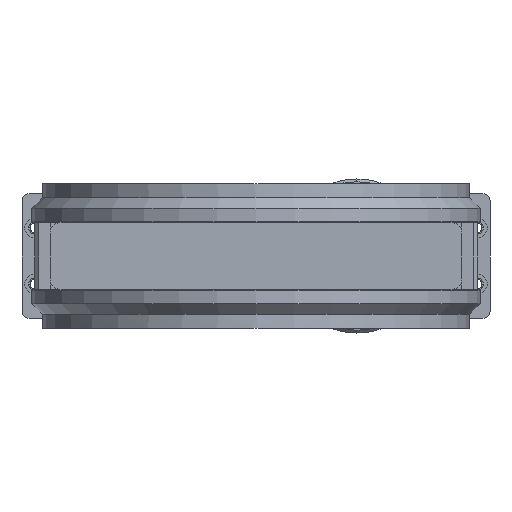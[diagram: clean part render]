
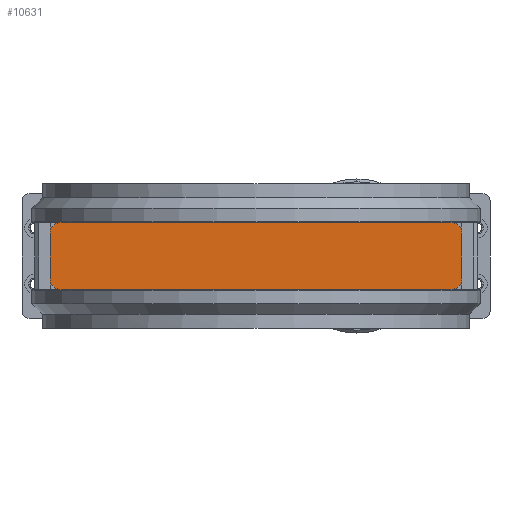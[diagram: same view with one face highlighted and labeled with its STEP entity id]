
A CAD part, front view. The second image highlights one B-rep face of the part: STEP entity #10631.
In plain terms, the highlighted face is planar.
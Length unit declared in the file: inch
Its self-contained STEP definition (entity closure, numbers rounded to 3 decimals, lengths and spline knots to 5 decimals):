
#7 = CIRCLE ( 'NONE', #8837, 0.31496 ) ;
#372 = EDGE_CURVE ( 'NONE', #900, #13446, #595, .T. ) ;
#423 = DIRECTION ( 'NONE',  ( 0., -1., 0. ) ) ;
#452 = FACE_OUTER_BOUND ( 'NONE', #11396, .T. ) ;
#595 = LINE ( 'NONE', #13614, #9476 ) ;
#768 = VECTOR ( 'NONE', #13141, 39.37008 ) ;
#900 = VERTEX_POINT ( 'NONE', #4497 ) ;
#1717 = VERTEX_POINT ( 'NONE', #14869 ) ;
#2309 = DIRECTION ( 'NONE',  ( 0., 0., 1. ) ) ;
#2458 = CARTESIAN_POINT ( 'NONE',  ( 0., 0., -24.48819 ) ) ;
#3698 = CARTESIAN_POINT ( 'NONE',  ( 5.47244, -0.62992, -24.48819 ) ) ;
#4340 = CARTESIAN_POINT ( 'NONE',  ( 5.47244, 0.94488, -24.48819 ) ) ;
#4359 = DIRECTION ( 'NONE',  ( 1., 0., 0. ) ) ;
#4475 = CIRCLE ( 'NONE', #7898, 0.31496 ) ;
#4497 = CARTESIAN_POINT ( 'NONE',  ( -5.7874, 0.62992, -24.48819 ) ) ;
#4911 = CARTESIAN_POINT ( 'NONE',  ( -5.47244, -0.62992, -24.48819 ) ) ;
#5060 = CARTESIAN_POINT ( 'NONE',  ( 5.47244, -0.94488, -24.48819 ) ) ;
#5443 = DIRECTION ( 'NONE',  ( 0., 0., 1. ) ) ;
#5699 = CARTESIAN_POINT ( 'NONE',  ( -5.47244, -0.94488, -24.48819 ) ) ;
#5977 = LINE ( 'NONE', #7681, #20734 ) ;
#6427 = AXIS2_PLACEMENT_3D ( 'NONE', #17527, #12726, #20967 ) ;
#6598 = EDGE_CURVE ( 'NONE', #14227, #8349, #18375, .T. ) ;
#6661 = ORIENTED_EDGE ( 'NONE', *, *, #6598, .F. ) ;
#6866 = CIRCLE ( 'NONE', #8231, 0.31496 ) ;
#6946 = CARTESIAN_POINT ( 'NONE',  ( 5.7874, 0., -24.48819 ) ) ;
#7681 = CARTESIAN_POINT ( 'NONE',  ( 0., -0.94488, -24.48819 ) ) ;
#7898 = AXIS2_PLACEMENT_3D ( 'NONE', #13743, #2309, #15138 ) ;
#8231 = AXIS2_PLACEMENT_3D ( 'NONE', #4911, #16665, #11410 ) ;
#8349 = VERTEX_POINT ( 'NONE', #4340 ) ;
#8837 = AXIS2_PLACEMENT_3D ( 'NONE', #3698, #13642, #423 ) ;
#9476 = VECTOR ( 'NONE', #10279, 39.37008 ) ;
#10224 = CARTESIAN_POINT ( 'NONE',  ( 5.7874, 0.62992, -24.48819 ) ) ;
#10279 = DIRECTION ( 'NONE',  ( 0., -1., 0. ) ) ;
#10631 = ADVANCED_FACE ( 'NONE', ( #452 ), #17094, .F. ) ;
#10980 = EDGE_CURVE ( 'NONE', #15801, #18118, #7, .T. ) ;
#11210 = DIRECTION ( 'NONE',  ( -1., 0., 0. ) ) ;
#11396 = EDGE_LOOP ( 'NONE', ( #15799, #18516, #21103, #13344, #12490, #6661, #11400, #13353 ) ) ;
#11400 = ORIENTED_EDGE ( 'NONE', *, *, #16222, .F. ) ;
#11410 = DIRECTION ( 'NONE',  ( 0., -1., 0. ) ) ;
#12490 = ORIENTED_EDGE ( 'NONE', *, *, #20731, .F. ) ;
#12726 = DIRECTION ( 'NONE',  ( 0., 0., 1. ) ) ;
#13141 = DIRECTION ( 'NONE',  ( 0., 1., 0. ) ) ;
#13344 = ORIENTED_EDGE ( 'NONE', *, *, #15685, .F. ) ;
#13353 = ORIENTED_EDGE ( 'NONE', *, *, #10980, .F. ) ;
#13359 = LINE ( 'NONE', #6946, #768 ) ;
#13446 = VERTEX_POINT ( 'NONE', #19951 ) ;
#13614 = CARTESIAN_POINT ( 'NONE',  ( -5.7874, 0., -24.48819 ) ) ;
#13642 = DIRECTION ( 'NONE',  ( 0., 0., 1. ) ) ;
#13672 = DIRECTION ( 'NONE',  ( 0., -1., 0. ) ) ;
#13743 = CARTESIAN_POINT ( 'NONE',  ( -5.47244, 0.62992, -24.48819 ) ) ;
#14227 = VERTEX_POINT ( 'NONE', #10224 ) ;
#14601 = VERTEX_POINT ( 'NONE', #5699 ) ;
#14869 = CARTESIAN_POINT ( 'NONE',  ( -5.47244, 0.94488, -24.48819 ) ) ;
#15138 = DIRECTION ( 'NONE',  ( 0., -1., 0. ) ) ;
#15187 = EDGE_CURVE ( 'NONE', #13446, #14601, #6866, .T. ) ;
#15685 = EDGE_CURVE ( 'NONE', #1717, #900, #4475, .T. ) ;
#15799 = ORIENTED_EDGE ( 'NONE', *, *, #17445, .F. ) ;
#15801 = VERTEX_POINT ( 'NONE', #5060 ) ;
#16222 = EDGE_CURVE ( 'NONE', #18118, #14227, #13359, .T. ) ;
#16259 = LINE ( 'NONE', #19469, #17438 ) ;
#16665 = DIRECTION ( 'NONE',  ( 0., 0., 1. ) ) ;
#17094 = PLANE ( 'NONE',  #20797 ) ;
#17438 = VECTOR ( 'NONE', #11210, 39.37008 ) ;
#17445 = EDGE_CURVE ( 'NONE', #14601, #15801, #5977, .T. ) ;
#17527 = CARTESIAN_POINT ( 'NONE',  ( 5.47244, 0.62992, -24.48819 ) ) ;
#18118 = VERTEX_POINT ( 'NONE', #19718 ) ;
#18375 = CIRCLE ( 'NONE', #6427, 0.31496 ) ;
#18516 = ORIENTED_EDGE ( 'NONE', *, *, #15187, .F. ) ;
#19469 = CARTESIAN_POINT ( 'NONE',  ( -6.59449, 0.94488, -24.48819 ) ) ;
#19718 = CARTESIAN_POINT ( 'NONE',  ( 5.7874, -0.62992, -24.48819 ) ) ;
#19951 = CARTESIAN_POINT ( 'NONE',  ( -5.7874, -0.62992, -24.48819 ) ) ;
#20731 = EDGE_CURVE ( 'NONE', #8349, #1717, #16259, .T. ) ;
#20734 = VECTOR ( 'NONE', #4359, 39.37008 ) ;
#20797 = AXIS2_PLACEMENT_3D ( 'NONE', #2458, #5443, #13672 ) ;
#20967 = DIRECTION ( 'NONE',  ( 0., -1., 0. ) ) ;
#21103 = ORIENTED_EDGE ( 'NONE', *, *, #372, .F. ) ;
